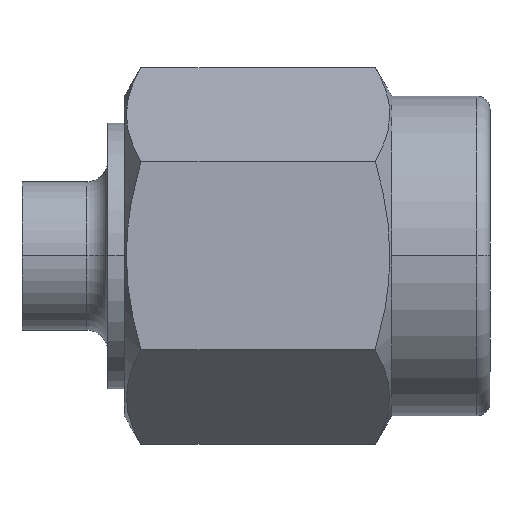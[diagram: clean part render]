
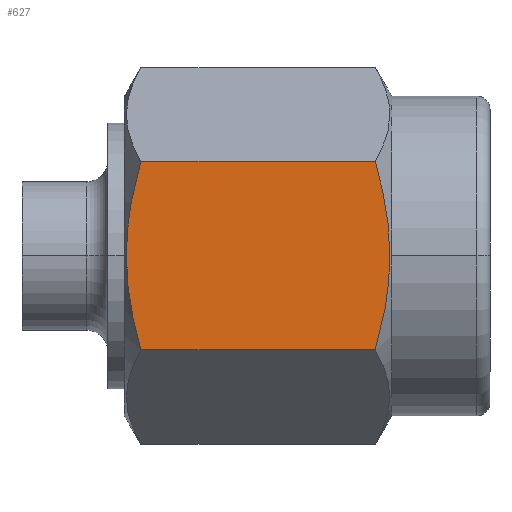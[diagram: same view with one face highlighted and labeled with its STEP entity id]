
A CAD part, top view. The second image highlights one B-rep face of the part: STEP entity #627.
In plain terms, the highlighted planar face has unit normal (0, 0, 1).
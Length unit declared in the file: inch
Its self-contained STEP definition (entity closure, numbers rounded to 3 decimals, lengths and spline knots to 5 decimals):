
#31 = ORIENTED_EDGE ( 'NONE', *, *, #1194, .T. ) ;
#59 = CARTESIAN_POINT ( 'NONE',  ( 0.07296, -0.06051, 0.15625 ) ) ;
#103 = CARTESIAN_POINT ( 'NONE',  ( 0.5971, -0.09021, 0.15625 ) ) ;
#159 = CARTESIAN_POINT ( 'NONE',  ( -0.17312, -0.01524, 0.15625 ) ) ;
#178 = VERTEX_POINT ( 'NONE', #1829 ) ;
#274 = CARTESIAN_POINT ( 'NONE',  ( 0.5971, 0.09021, 0.15625 ) ) ;
#298 = B_SPLINE_CURVE_WITH_KNOTS ( 'NONE', 3,
 ( #500, #1579, #59, #2655, #699, #1992 ),
 .UNSPECIFIED., .F., .F.,
 ( 4, 2, 4 ),
 ( 0.00408, 0.00524, 0.0064 ),
 .UNSPECIFIED. ) ;
#311 = CARTESIAN_POINT ( 'NONE',  ( 0.07778, 0.03071, 0.15625 ) ) ;
#333 = CARTESIAN_POINT ( 'NONE',  ( 0.07912, 0.01525, 0.15625 ) ) ;
#365 = AXIS2_PLACEMENT_3D ( 'NONE', #103, #1634, #569 ) ;
#385 = CARTESIAN_POINT ( 'NONE',  ( -0.17181, -0.03039, 0.15625 ) ) ;
#422 = CARTESIAN_POINT ( 'NONE',  ( -0.16338, 0.07562, 0.15625 ) ) ;
#500 = CARTESIAN_POINT ( 'NONE',  ( 0.06517, -0.09021, 0.15625 ) ) ;
#521 = CARTESIAN_POINT ( 'NONE',  ( -0.15917, -0.09021, 0.15625 ) ) ;
#527 = CARTESIAN_POINT ( 'NONE',  ( -0.17312, 0., 0.15625 ) ) ;
#528 = VERTEX_POINT ( 'NONE', #791 ) ;
#569 = DIRECTION ( 'NONE',  ( 1., 0., 0. ) ) ;
#581 = EDGE_CURVE ( 'NONE', #633, #2251, #1181, .T. ) ;
#621 = EDGE_CURVE ( 'NONE', #528, #1280, #1866, .T. ) ;
#627 = ADVANCED_FACE ( 'NONE', ( #2126 ), #1643, .T. ) ;
#633 = VERTEX_POINT ( 'NONE', #1196 ) ;
#667 = B_SPLINE_CURVE_WITH_KNOTS ( 'NONE', 3,
 ( #2109, #422, #811, #1047, #2310, #2547 ),
 .UNSPECIFIED., .F., .F.,
 ( 4, 2, 4 ),
 ( 0.00169, 0.00284, 0.004 ),
 .UNSPECIFIED. ) ;
#676 = ORIENTED_EDGE ( 'NONE', *, *, #2518, .T. ) ;
#699 = CARTESIAN_POINT ( 'NONE',  ( 0.07912, -0.01524, 0.15625 ) ) ;
#791 = CARTESIAN_POINT ( 'NONE',  ( 0.06517, -0.09021, 0.15625 ) ) ;
#811 = CARTESIAN_POINT ( 'NONE',  ( -0.16689, 0.06085, 0.15625 ) ) ;
#1047 = CARTESIAN_POINT ( 'NONE',  ( -0.17178, 0.03071, 0.15625 ) ) ;
#1051 = ORIENTED_EDGE ( 'NONE', *, *, #1656, .T. ) ;
#1181 = B_SPLINE_CURVE_WITH_KNOTS ( 'NONE', 3,
 ( #1390, #333, #311, #2247, #2061, #1402 ),
 .UNSPECIFIED., .F., .F.,
 ( 4, 2, 4 ),
 ( 0.0064, 0.00756, 0.00872 ),
 .UNSPECIFIED. ) ;
#1191 = VECTOR ( 'NONE', #2195, 39.37008 ) ;
#1194 = EDGE_CURVE ( 'NONE', #2251, #178, #1896, .T. ) ;
#1196 = CARTESIAN_POINT ( 'NONE',  ( 0.07912, 0., 0.15625 ) ) ;
#1280 = VERTEX_POINT ( 'NONE', #521 ) ;
#1371 = EDGE_CURVE ( 'NONE', #528, #633, #298, .T. ) ;
#1378 = B_SPLINE_CURVE_WITH_KNOTS ( 'NONE', 3,
 ( #2313, #159, #385, #2736, #1455, #1661 ),
 .UNSPECIFIED., .F., .F.,
 ( 4, 2, 4 ),
 ( 0.004, 0.00516, 0.00631 ),
 .UNSPECIFIED. ) ;
#1390 = CARTESIAN_POINT ( 'NONE',  ( 0.07912, 0., 0.15625 ) ) ;
#1402 = CARTESIAN_POINT ( 'NONE',  ( 0.06517, 0.09021, 0.15625 ) ) ;
#1455 = CARTESIAN_POINT ( 'NONE',  ( -0.1634, -0.07554, 0.15625 ) ) ;
#1579 = CARTESIAN_POINT ( 'NONE',  ( 0.0694, -0.07554, 0.15625 ) ) ;
#1634 = DIRECTION ( 'NONE',  ( 0., 0., 1. ) ) ;
#1643 = PLANE ( 'NONE',  #365 ) ;
#1656 = EDGE_CURVE ( 'NONE', #2052, #1280, #1378, .T. ) ;
#1661 = CARTESIAN_POINT ( 'NONE',  ( -0.15917, -0.09021, 0.15625 ) ) ;
#1809 = CARTESIAN_POINT ( 'NONE',  ( 0.5971, -0.09021, 0.15625 ) ) ;
#1818 = ORIENTED_EDGE ( 'NONE', *, *, #581, .T. ) ;
#1829 = CARTESIAN_POINT ( 'NONE',  ( -0.15917, 0.09021, 0.15625 ) ) ;
#1866 = LINE ( 'NONE', #1809, #2745 ) ;
#1896 = LINE ( 'NONE', #274, #1191 ) ;
#1950 = ORIENTED_EDGE ( 'NONE', *, *, #621, .F. ) ;
#1985 = EDGE_LOOP ( 'NONE', ( #2709, #1818, #31, #676, #1051, #1950 ) ) ;
#1992 = CARTESIAN_POINT ( 'NONE',  ( 0.07912, 0., 0.15625 ) ) ;
#2052 = VERTEX_POINT ( 'NONE', #527 ) ;
#2061 = CARTESIAN_POINT ( 'NONE',  ( 0.06938, 0.07562, 0.15625 ) ) ;
#2109 = CARTESIAN_POINT ( 'NONE',  ( -0.15917, 0.09021, 0.15625 ) ) ;
#2126 = FACE_OUTER_BOUND ( 'NONE', #1985, .T. ) ;
#2195 = DIRECTION ( 'NONE',  ( -1., 0., 0. ) ) ;
#2247 = CARTESIAN_POINT ( 'NONE',  ( 0.07289, 0.06085, 0.15625 ) ) ;
#2251 = VERTEX_POINT ( 'NONE', #2677 ) ;
#2310 = CARTESIAN_POINT ( 'NONE',  ( -0.17312, 0.01525, 0.15625 ) ) ;
#2313 = CARTESIAN_POINT ( 'NONE',  ( -0.17312, 0., 0.15625 ) ) ;
#2480 = DIRECTION ( 'NONE',  ( -1., 0., 0. ) ) ;
#2518 = EDGE_CURVE ( 'NONE', #178, #2052, #667, .T. ) ;
#2547 = CARTESIAN_POINT ( 'NONE',  ( -0.17312, 0., 0.15625 ) ) ;
#2655 = CARTESIAN_POINT ( 'NONE',  ( 0.07781, -0.03039, 0.15625 ) ) ;
#2677 = CARTESIAN_POINT ( 'NONE',  ( 0.06517, 0.09021, 0.15625 ) ) ;
#2709 = ORIENTED_EDGE ( 'NONE', *, *, #1371, .T. ) ;
#2736 = CARTESIAN_POINT ( 'NONE',  ( -0.16696, -0.06051, 0.15625 ) ) ;
#2745 = VECTOR ( 'NONE', #2480, 39.37008 ) ;
